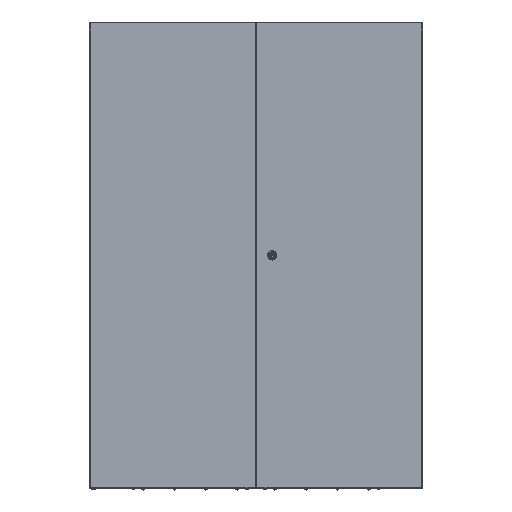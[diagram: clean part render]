
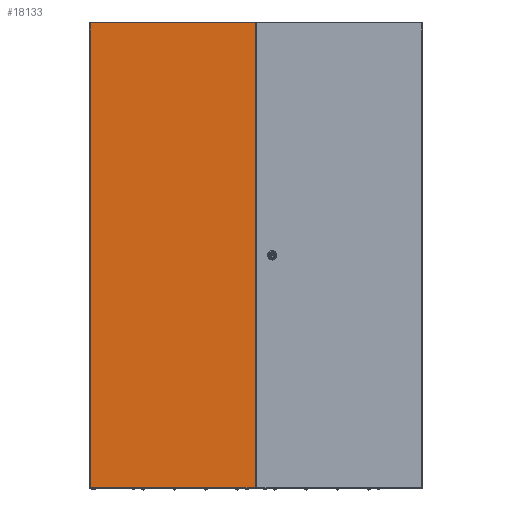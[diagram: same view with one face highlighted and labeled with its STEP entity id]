
A CAD part, top view. The second image highlights one B-rep face of the part: STEP entity #18133.
In plain terms, the highlighted planar face has unit normal (0, 0, 1).
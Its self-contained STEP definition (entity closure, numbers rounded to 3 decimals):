
#1688 = EDGE_LOOP ( 'NONE', ( #16866, #33002, #65762, #80330 ) ) ;
#6494 = AXIS2_PLACEMENT_3D ( 'NONE', #90254, #82854, #12965 ) ;
#9061 = CARTESIAN_POINT ( 'NONE',  ( 2.63, 3., 17.5 ) ) ;
#9605 = DIRECTION ( 'NONE',  ( 0., -1., 0. ) ) ;
#9991 = CARTESIAN_POINT ( 'NONE',  ( 497.13, 1397., 17.5 ) ) ;
#10080 = LINE ( 'NONE', #70398, #52702 ) ;
#12965 = DIRECTION ( 'NONE',  ( 1., 0., 0. ) ) ;
#13530 = PLANE ( 'NONE',  #6494 ) ;
#15022 = VERTEX_POINT ( 'NONE', #9991 ) ;
#16866 = ORIENTED_EDGE ( 'NONE', *, *, #96776, .T. ) ;
#18133 = ADVANCED_FACE ( 'NONE', ( #48408 ), #13530, .T. ) ;
#19051 = CARTESIAN_POINT ( 'NONE',  ( 497.13, 3., 17.5 ) ) ;
#28747 = VERTEX_POINT ( 'NONE', #19051 ) ;
#30274 = VECTOR ( 'NONE', #67734, 1000. ) ;
#31719 = VERTEX_POINT ( 'NONE', #67372 ) ;
#33002 = ORIENTED_EDGE ( 'NONE', *, *, #105943, .T. ) ;
#33269 = LINE ( 'NONE', #9061, #30274 ) ;
#38580 = EDGE_CURVE ( 'NONE', #28747, #15022, #10080, .T. ) ;
#45919 = VERTEX_POINT ( 'NONE', #61855 ) ;
#48408 = FACE_OUTER_BOUND ( 'NONE', #1688, .T. ) ;
#52702 = VECTOR ( 'NONE', #104928, 1000. ) ;
#52763 = LINE ( 'NONE', #53891, #97733 ) ;
#53891 = CARTESIAN_POINT ( 'NONE',  ( 2.63, 1397., 17.5 ) ) ;
#61855 = CARTESIAN_POINT ( 'NONE',  ( 2.63, 3., 17.5 ) ) ;
#62716 = EDGE_CURVE ( 'NONE', #15022, #31719, #52763, .T. ) ;
#65762 = ORIENTED_EDGE ( 'NONE', *, *, #38580, .T. ) ;
#67372 = CARTESIAN_POINT ( 'NONE',  ( 2.63, 1397., 17.5 ) ) ;
#67734 = DIRECTION ( 'NONE',  ( 1., 0., 0. ) ) ;
#70398 = CARTESIAN_POINT ( 'NONE',  ( 497.13, 1397., 17.5 ) ) ;
#80330 = ORIENTED_EDGE ( 'NONE', *, *, #62716, .T. ) ;
#82854 = DIRECTION ( 'NONE',  ( 0., 0., 1. ) ) ;
#88331 = DIRECTION ( 'NONE',  ( -1., 0., 0. ) ) ;
#90254 = CARTESIAN_POINT ( 'NONE',  ( 0., 0., 17.5 ) ) ;
#91131 = VECTOR ( 'NONE', #9605, 1000. ) ;
#96776 = EDGE_CURVE ( 'NONE', #31719, #45919, #103918, .T. ) ;
#97065 = CARTESIAN_POINT ( 'NONE',  ( 2.63, 1397., 17.5 ) ) ;
#97733 = VECTOR ( 'NONE', #88331, 1000. ) ;
#103918 = LINE ( 'NONE', #97065, #91131 ) ;
#104928 = DIRECTION ( 'NONE',  ( 0., 1., 0. ) ) ;
#105943 = EDGE_CURVE ( 'NONE', #45919, #28747, #33269, .T. ) ;
